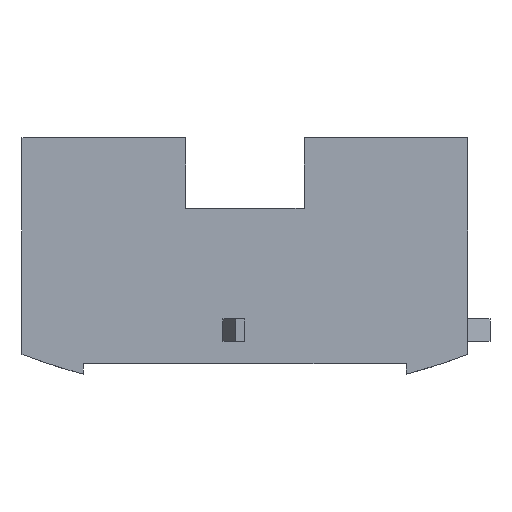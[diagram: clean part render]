
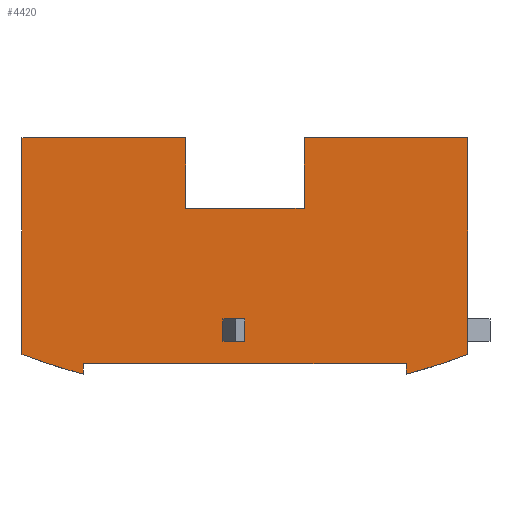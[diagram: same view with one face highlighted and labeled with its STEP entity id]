
A CAD part, front view. The second image highlights one B-rep face of the part: STEP entity #4420.
In plain terms, the highlighted planar face has unit normal (0, -1, 0).
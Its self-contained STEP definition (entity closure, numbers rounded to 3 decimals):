
#3275=CARTESIAN_POINT('POINT212',(0.,
   -3732.283,511.811));
#3276=VERTEX_POINT('VERTEX212',#3275);
#3284=CARTESIAN_POINT('POINT213',(-307.835,
   -3732.283,511.811));
#3285=VERTEX_POINT('VERTEX213',#3284);
#3292=CARTESIAN_POINT('POS351',(1570.866,
   -3732.283,511.811));
#3293=DIRECTION('DIR462',(-1.,0.,0.));
#3294=VECTOR('VEC240',#3293,1.);
#3295=LINE('STRAIGHT240',#3292,#3294);
#3296=EDGE_CURVE('EDGE299',#3276,#3285,#3295,.T.);
#3308=CARTESIAN_POINT('POINT214',(0.,
   -3732.283,826.772));
#3309=VERTEX_POINT('VERTEX214',#3308);
#3310=CARTESIAN_POINT('POS353',(0.,
   -3732.283,255.906));
#3311=DIRECTION('DIR465',(0.,0.,-1.));
#3312=VECTOR('VEC241',#3311,1.);
#3313=LINE('STRAIGHT241',#3310,#3312);
#3314=EDGE_CURVE('EDGE300',#3309,#3276,#3313,.T.);
#3332=CARTESIAN_POINT('POINT215',(-307.835,
   -3732.283,826.772));
#3333=VERTEX_POINT('VERTEX215',#3332);
#3334=CARTESIAN_POINT('POS356',(1570.866,
   -3732.283,826.772));
#3335=DIRECTION('DIR469',(1.,0.,0.));
#3336=VECTOR('VEC243',#3335,1.);
#3337=LINE('STRAIGHT243',#3334,#3336);
#3338=EDGE_CURVE('EDGE302',#3309,#3333,#3337,.F.);
#3354=CARTESIAN_POINT('POS359',(-307.835,
   -3732.283,255.906));
#3355=DIRECTION('DIR473',(0.,0.,1.));
#3356=VECTOR('VEC245',#3355,1.);
#3357=LINE('STRAIGHT245',#3354,#3356);
#3358=EDGE_CURVE('EDGE304',#3333,#3285,#3357,.F.);
#3371=CARTESIAN_POINT('POINT216',(-834.646,
   -3732.283,2385.827));
#3372=VERTEX_POINT('VERTEX216',#3371);
#3380=CARTESIAN_POINT('POINT217',(-834.646,
   -3732.283,3381.89));
#3381=VERTEX_POINT('VERTEX217',#3380);
#3388=CARTESIAN_POINT('POS363',(-834.646,
   -3732.283,1192.913));
#3389=DIRECTION('DIR478',(0.,0.,1.));
#3390=VECTOR('VEC248',#3389,1.);
#3391=LINE('STRAIGHT248',#3388,#3390);
#3392=EDGE_CURVE('EDGE307',#3372,#3381,#3391,.T.);
#3403=CARTESIAN_POINT('POINT218',(834.646,
   -3732.283,2385.827));
#3404=VERTEX_POINT('VERTEX218',#3403);
#3405=CARTESIAN_POINT('POS365',(1153.543,
   -3732.283,2385.827));
#3406=DIRECTION('DIR481',(-1.,0.,0.));
#3407=VECTOR('VEC249',#3406,1.);
#3408=LINE('STRAIGHT249',#3405,#3407);
#3409=EDGE_CURVE('EDGE308',#3404,#3372,#3408,.T.);
#3427=CARTESIAN_POINT('POINT219',(834.646,
   -3732.283,3381.89));
#3428=VERTEX_POINT('VERTEX219',#3427);
#3429=CARTESIAN_POINT('POS368',(834.646,
   -3732.283,1192.913));
#3430=DIRECTION('DIR485',(0.,0.,-1.));
#3431=VECTOR('VEC251',#3430,1.);
#3432=LINE('STRAIGHT251',#3429,#3431);
#3433=EDGE_CURVE('EDGE310',#3404,#3428,#3432,.F.);
#3469=CARTESIAN_POINT('POINT220',(3141.732,
   -3732.283,3381.89));
#3470=VERTEX_POINT('VERTEX220',#3469);
#3471=CARTESIAN_POINT('POS371',(2059.055,
   -3732.283,3381.89));
#3472=DIRECTION('DIR489',(1.,0.,0.));
#3473=VECTOR('VEC253',#3472,1.);
#3474=LINE('STRAIGHT253',#3471,#3473);
#3475=EDGE_CURVE('EDGE312',#3470,#3428,#3474,.F.);
#3503=CARTESIAN_POINT('POINT223',(3141.732,
   -3732.283,328.297));
#3504=VERTEX_POINT('VERTEX223',#3503);
#3511=CARTESIAN_POINT('POINT224',(2275.591,
   -3732.283,47.51));
#3512=VERTEX_POINT('VERTEX224',#3511);
#3513=CARTESIAN_POINT('POS376',(0.,-3732.283,
   8543.307));
#3514=DIRECTION('DIR496',(0.,1.,0.));
#3515=DIRECTION('DIR497',(0.,0.,1.));
#3516=AXIS2_PLACEMENT_3D('AXIS121',#3513,#3514,#3515);
#3517=CIRCLE('ELLIPSE25',#3516,8795.276);
#3518=EDGE_CURVE('EDGE316',#3512,#3504,#3517,.F.);
#3716=CARTESIAN_POINT('POINT228',(-2275.591,
   -3732.283,47.51));
#3717=VERTEX_POINT('VERTEX228',#3716);
#3734=CARTESIAN_POINT('POINT231',(-2275.591,
   -3732.283,196.85));
#3735=VERTEX_POINT('VERTEX231',#3734);
#3742=CARTESIAN_POINT('POS385',(-2275.591,
   -3732.283,0.));
#3743=DIRECTION('DIR508',(0.,0.,1.));
#3744=VECTOR('VEC262',#3743,1.);
#3745=LINE('STRAIGHT262',#3742,#3744);
#3746=EDGE_CURVE('EDGE326',#3735,#3717,#3745,.F.);
#3757=CARTESIAN_POINT('POINT232',(2275.591,
   -3732.283,196.85));
#3758=VERTEX_POINT('VERTEX232',#3757);
#3759=CARTESIAN_POINT('POS387',(2275.591,
   -3732.283,0.));
#3760=DIRECTION('DIR511',(0.,0.,-1.));
#3761=VECTOR('VEC263',#3760,1.);
#3762=LINE('STRAIGHT263',#3759,#3761);
#3763=EDGE_CURVE('EDGE327',#3758,#3512,#3762,.T.);
#4047=CARTESIAN_POINT('POS423',(3141.732,
   -3732.283,0.));
#4048=DIRECTION('DIR559',(0.,0.,1.));
#4049=VECTOR('VEC287',#4048,1.);
#4050=LINE('STRAIGHT287',#4047,#4049);
#4051=EDGE_CURVE('EDGE353',#3504,#3470,#4050,.T.);
#4343=CARTESIAN_POINT('POINT258',(-3141.732,
   -3732.283,3381.89));
#4344=VERTEX_POINT('VERTEX258',#4343);
#4351=CARTESIAN_POINT('POS453',(1570.865,
   -3732.283,3381.89));
#4352=DIRECTION('DIR598',(1.,0.,0.));
#4353=VECTOR('VEC308',#4352,1.);
#4354=LINE('STRAIGHT308',#4351,#4353);
#4355=EDGE_CURVE('EDGE374',#3381,#4344,#4354,.F.);
#4377=CARTESIAN_POINT('POINT259',(-3141.732,
   -3732.283,328.297));
#4378=VERTEX_POINT('VERTEX259',#4377);
#4379=CARTESIAN_POINT('POS455',(-3141.732,
   -3732.283,0.));
#4380=DIRECTION('DIR601',(0.,0.,-1.));
#4381=VECTOR('VEC309',#4380,1.);
#4382=LINE('STRAIGHT309',#4379,#4381);
#4383=EDGE_CURVE('EDGE375',#4378,#4344,#4382,.F.);
#4384=ORIENTED_EDGE('COEDGE708',*,*,#4383,.F.);
#4385=CARTESIAN_POINT('POS456',(0.,-3732.283,
   8543.307));
#4386=DIRECTION('DIR602',(0.,-1.,0.));
#4387=DIRECTION('DIR603',(0.,0.,1.));
#4388=AXIS2_PLACEMENT_3D('AXIS147',#4385,#4386,#4387);
#4389=CIRCLE('ELLIPSE28',#4388,8795.276);
#4390=EDGE_CURVE('EDGE376',#4378,#3717,#4389,.T.);
#4391=ORIENTED_EDGE('COEDGE709',*,*,#4390,.T.);
#4392=ORIENTED_EDGE('COEDGE710',*,*,#3746,.F.);
#4393=CARTESIAN_POINT('POS457',(0.,-3732.283,
   196.85));
#4394=DIRECTION('DIR604',(-1.,0.,0.));
#4395=VECTOR('VEC310',#4394,1.);
#4396=LINE('STRAIGHT310',#4393,#4395);
#4397=EDGE_CURVE('EDGE377',#3758,#3735,#4396,.T.);
#4398=ORIENTED_EDGE('COEDGE711',*,*,#4397,.F.);
#4399=ORIENTED_EDGE('COEDGE712',*,*,#3763,.T.);
#4400=ORIENTED_EDGE('COEDGE713',*,*,#3518,.T.);
#4401=ORIENTED_EDGE('COEDGE714',*,*,#4051,.T.);
#4402=ORIENTED_EDGE('COEDGE715',*,*,#3475,.T.);
#4403=ORIENTED_EDGE('COEDGE716',*,*,#3433,.F.);
#4404=ORIENTED_EDGE('COEDGE717',*,*,#3409,.T.);
#4405=ORIENTED_EDGE('COEDGE718',*,*,#3392,.T.);
#4406=ORIENTED_EDGE('COEDGE719',*,*,#4355,.T.);
#4407=EDGE_LOOP('NONE',(#4384,#4391,#4392,#4398,#4399,#4400,#4401,#4402,
   #4403,#4404,#4405,#4406));
#4408=FACE_BOUND('LOOP1',#4407,.T.);
#4409=ORIENTED_EDGE('COEDGE720',*,*,#3358,.F.);
#4410=ORIENTED_EDGE('COEDGE721',*,*,#3338,.F.);
#4411=ORIENTED_EDGE('COEDGE722',*,*,#3314,.T.);
#4412=ORIENTED_EDGE('COEDGE723',*,*,#3296,.T.);
#4413=EDGE_LOOP('NONE',(#4409,#4410,#4411,#4412));
#4414=FACE_BOUND('LOOP1',#4413,.T.);
#4415=CARTESIAN_POINT('POS458',(3141.732,
   -3732.283,0.));
#4416=DIRECTION('DIR605',(0.,-1.,0.));
#4417=DIRECTION('DIR606',(1.,0.,0.));
#4418=AXIS2_PLACEMENT_3D('AXIS148',#4415,#4416,#4417);
#4419=PLANE('PLANE105',#4418);
#4420=ADVANCED_FACE('FACE129',(#4408,#4414),#4419,.T.);
